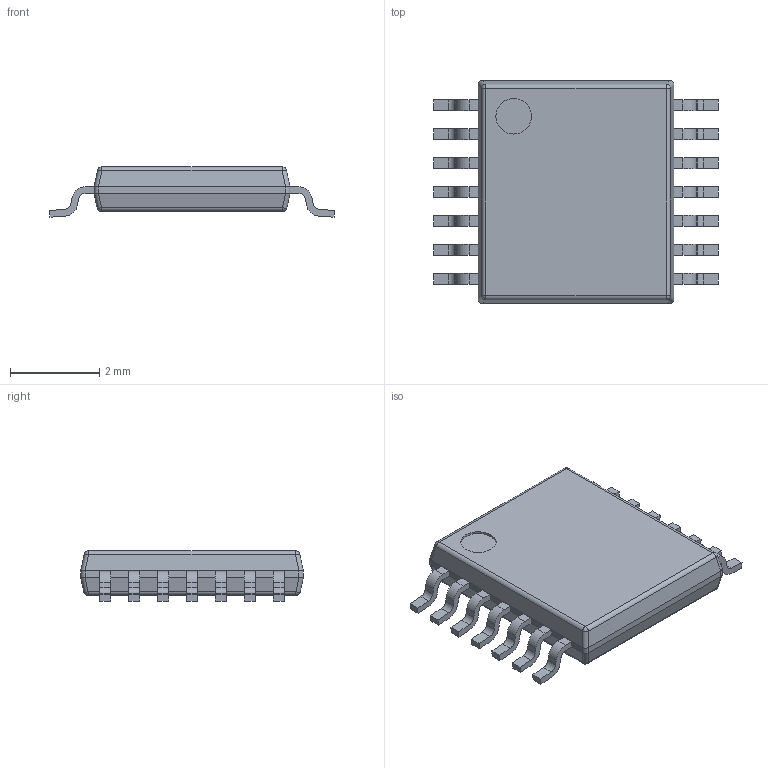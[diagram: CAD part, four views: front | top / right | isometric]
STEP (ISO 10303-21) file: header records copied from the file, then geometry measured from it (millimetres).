
FILE_DESCRIPTION((''),'2;1');
FILE_NAME('PWP0014C_ASM','2019-04-26T13:37:35',('a0412086'),(''),'CREO PARAMETRIC BY PTC INC, 2018020','CREO PARAMETRIC BY PTC INC, 2018020','');
FILE_SCHEMA(('AUTOMOTIVE_DESIGN { 1 0 10303 214 1 1 1 1 }'));
Length unit declared in the file: millimetre
Products named in the file (5): BODY-TSSOP; LEAD-TSSOP; PIN1; DAP; PWP0014C_ASM
Assembly tree (17 placements, depth 2):
  PWP0014C_ASM
    BODY-TSSOP
    LEAD-TSSOP  x14
    PIN1
    DAP
Bounding box: 6.4 x 5 x 1.13 mm (x, y, z)
Volume: 21.9 mm3; surface area: 83.7 mm2
Topology: 16 solids, 16 shells, 252 faces, 630 edges, 412 vertices
Faces by surface type: plane 166, cylinder 78, sphere 8
Entity records: 2923 total; most frequent: CARTESIAN_POINT 477, DIRECTION 358, ORIENTED_EDGE 324, PRESENTATION_STYLE_ASSIGNMENT 165, STYLED_ITEM 165, CURVE_STYLE 162, EDGE_CURVE 162, AXIS2_PLACEMENT_3D 128
